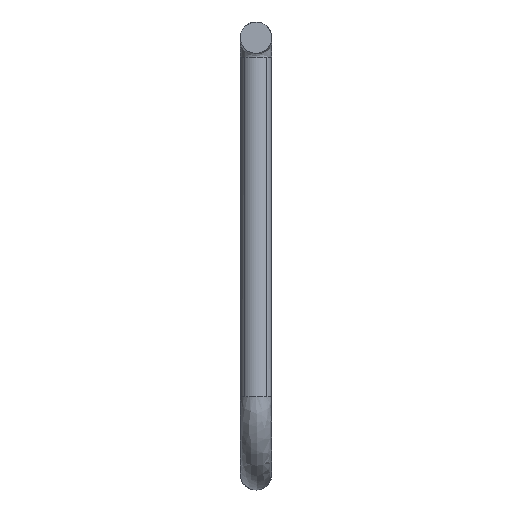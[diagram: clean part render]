
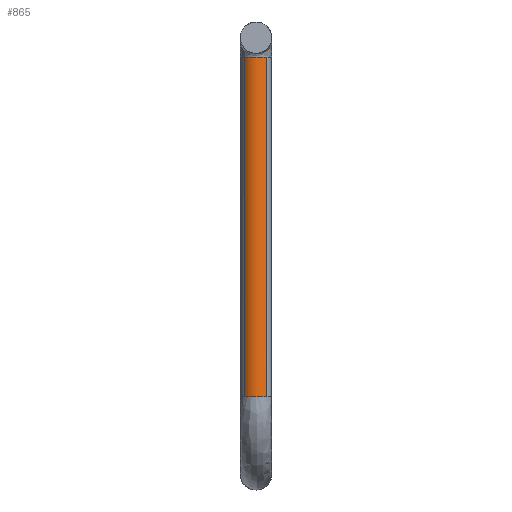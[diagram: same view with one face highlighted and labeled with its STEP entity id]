
A CAD part, left-side view. The second image highlights one B-rep face of the part: STEP entity #865.
In plain terms, the highlighted free-form (B-spline) face has degree [2, 1] with [3, 2] control points.
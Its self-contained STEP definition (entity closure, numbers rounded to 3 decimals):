
#795=CARTESIAN_POINT('',(-134.975,-1.351,-3.412));
#796=CARTESIAN_POINT('',(-136.326,0.123,-3.412));
#797=CARTESIAN_POINT('',(-134.851,1.475,-3.412));
#798=CARTESIAN_POINT('',(-134.975,-1.351,-49.115));
#799=CARTESIAN_POINT('',(-136.326,0.123,-49.115));
#800=CARTESIAN_POINT('',(-134.851,1.475,-49.115));
#808=(BOUNDED_SURFACE()B_SPLINE_SURFACE(2,1,((#795,#798),(#796,#799),(#797,#800)),.UNSPECIFIED.,.F.,.F.,.U.)B_SPLINE_SURFACE_WITH_KNOTS((3,3),(2,2),(0.0,3.314),(0.0,45.702),.UNSPECIFIED.)GEOMETRIC_REPRESENTATION_ITEM()RATIONAL_B_SPLINE_SURFACE(((1.0,1.0),(0.707,0.707),(1.0,1.0)))REPRESENTATION_ITEM('')SURFACE());
#809=CARTESIAN_POINT('',(-135.5,0.,-48.));
#810=VERTEX_POINT('',#809);
#811=CARTESIAN_POINT('',(-134.975,-1.351,-48.));
#812=VERTEX_POINT('',#811);
#813=CARTESIAN_POINT('',(-135.5,0.,-48.));
#814=CARTESIAN_POINT('',(-135.5,-0.278,-48.));
#815=CARTESIAN_POINT('',(-135.395,-0.772,-48.));
#816=CARTESIAN_POINT('',(-135.121,-1.192,-48.));
#817=CARTESIAN_POINT('',(-134.975,-1.351,-48.));
#818=B_SPLINE_CURVE_WITH_KNOTS('',3,(#813,#814,#815,#816,#817),.UNSPECIFIED.,.F.,.U.,(4,1,4),(0.,0.835,1.484),.UNSPECIFIED.);
#819=EDGE_CURVE('',#810,#812,#818,.T.);
#820=ORIENTED_EDGE('',*,*,#819,.T.);
#821=CARTESIAN_POINT('',(-134.975,-1.351,-4.5));
#822=VERTEX_POINT('',#821);
#823=CARTESIAN_POINT('',(-134.975,-1.351,-4.5));
#824=CARTESIAN_POINT('',(-134.975,-1.351,-48.));
#825=QUASI_UNIFORM_CURVE('',1,(#823,#824),.UNSPECIFIED.,.F.,.U.);
#826=EDGE_CURVE('',#822,#812,#825,.T.);
#827=ORIENTED_EDGE('',*,*,#826,.F.);
#828=CARTESIAN_POINT('',(-135.5,0.,-4.5));
#829=VERTEX_POINT('',#828);
#830=CARTESIAN_POINT('',(-135.5,0.,-4.5));
#831=CARTESIAN_POINT('',(-135.5,-0.278,-4.5));
#832=CARTESIAN_POINT('',(-135.395,-0.772,-4.5));
#833=CARTESIAN_POINT('',(-135.121,-1.192,-4.5));
#834=CARTESIAN_POINT('',(-134.975,-1.351,-4.5));
#835=B_SPLINE_CURVE_WITH_KNOTS('',3,(#830,#831,#832,#833,#834),.UNSPECIFIED.,.F.,.U.,(4,1,4),(0.,0.835,1.484),.UNSPECIFIED.);
#836=EDGE_CURVE('',#829,#822,#835,.T.);
#837=ORIENTED_EDGE('',*,*,#836,.F.);
#838=CARTESIAN_POINT('',(-134.851,1.475,-4.5));
#839=VERTEX_POINT('',#838);
#840=CARTESIAN_POINT('',(-134.851,1.475,-4.5));
#841=CARTESIAN_POINT('',(-135.068,1.276,-4.5));
#842=CARTESIAN_POINT('',(-135.391,0.812,-4.5));
#843=CARTESIAN_POINT('',(-135.5,0.259,-4.5));
#844=CARTESIAN_POINT('',(-135.5,0.,-4.5));
#845=B_SPLINE_CURVE_WITH_KNOTS('',3,(#840,#841,#842,#843,#844),.UNSPECIFIED.,.F.,.U.,(4,1,4),(0.,0.881,1.658),.UNSPECIFIED.);
#846=EDGE_CURVE('',#839,#829,#845,.T.);
#847=ORIENTED_EDGE('',*,*,#846,.F.);
#848=CARTESIAN_POINT('',(-134.851,1.475,-48.));
#849=VERTEX_POINT('',#848);
#850=CARTESIAN_POINT('',(-134.851,1.475,-4.5));
#851=CARTESIAN_POINT('',(-134.851,1.475,-48.));
#852=QUASI_UNIFORM_CURVE('',1,(#850,#851),.UNSPECIFIED.,.F.,.U.);
#853=EDGE_CURVE('',#839,#849,#852,.T.);
#854=ORIENTED_EDGE('',*,*,#853,.T.);
#855=CARTESIAN_POINT('',(-134.851,1.475,-48.));
#856=CARTESIAN_POINT('',(-135.068,1.276,-48.));
#857=CARTESIAN_POINT('',(-135.391,0.812,-48.));
#858=CARTESIAN_POINT('',(-135.5,0.259,-48.));
#859=CARTESIAN_POINT('',(-135.5,0.,-48.));
#860=B_SPLINE_CURVE_WITH_KNOTS('',3,(#855,#856,#857,#858,#859),.UNSPECIFIED.,.F.,.U.,(4,1,4),(0.,0.881,1.658),.UNSPECIFIED.);
#861=EDGE_CURVE('',#849,#810,#860,.T.);
#862=ORIENTED_EDGE('',*,*,#861,.T.);
#863=EDGE_LOOP('',(#820,#827,#837,#847,#854,#862));
#864=FACE_OUTER_BOUND('',#863,.T.);
#865=ADVANCED_FACE('',(#864),#808,.T.);
